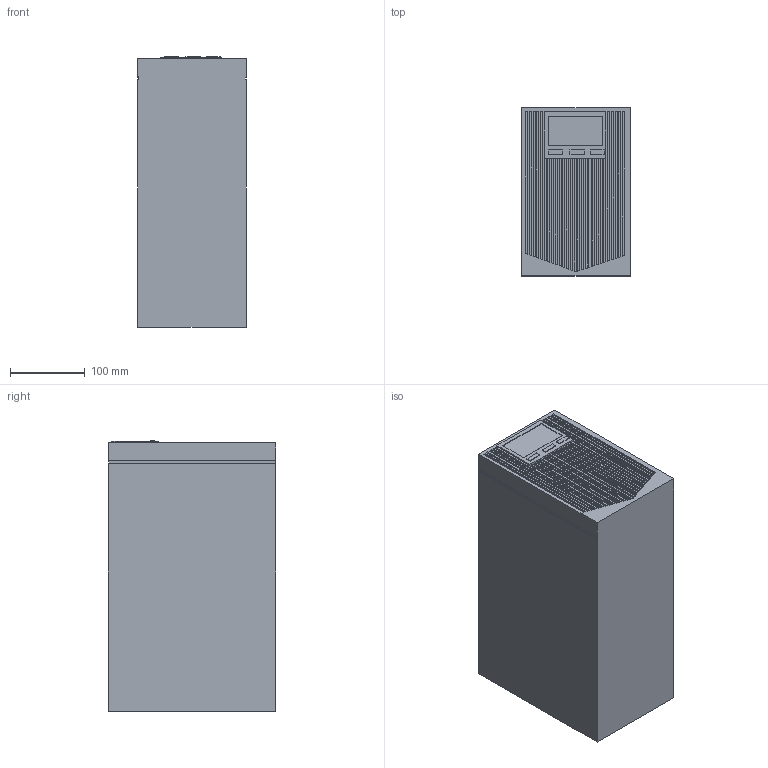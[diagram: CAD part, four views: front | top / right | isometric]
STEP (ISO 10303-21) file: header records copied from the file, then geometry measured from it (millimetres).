
FILE_DESCRIPTION (( 'STEP AP203' ), '1' );
FILE_NAME ('ÈÁÏ ñåðèé MPOT110 (1 êÂÀ), MPOT111 (1 êÂÀ).STEP', '2023-10-12T11:42:41', ( '' ), ( '' ), 'SwSTEP 2.0', 'SolidWorks 2022', '' );
FILE_SCHEMA (( 'CONFIG_CONTROL_DESIGN' ));
Length unit declared in the file: millimetre
Products named in the file (1): ИБП серий MPOT110 (1 кВА), MPOT111 (1 кВА)
Bounding box: 145 x 225 x 363 mm (x, y, z)
Volume: 11726856 mm3; surface area: 351715.7 mm2
Topology: 1 solids, 1 shells, 159 faces, 423 edges, 281 vertices
Faces by surface type: plane 159
Entity records: 4910 total; most frequent: CARTESIAN_POINT 864, ORIENTED_EDGE 846, DIRECTION 743, VECTOR 423, LINE 423, EDGE_CURVE 423, VERTEX_POINT 281, EDGE_LOOP 174
